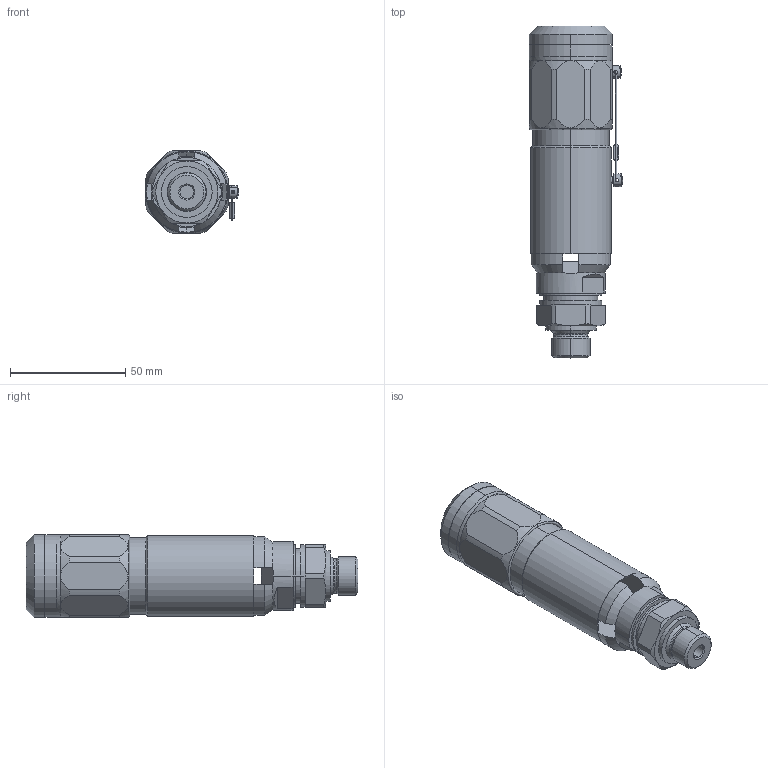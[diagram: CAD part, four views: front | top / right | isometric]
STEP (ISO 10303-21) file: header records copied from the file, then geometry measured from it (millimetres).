
FILE_DESCRIPTION (( 'STEP AP203' ), '1' );
FILE_NAME ('492tGO-10-m-15.STEP', '2014-08-20T12:34:32', ( 'DMG' ), ( '' ), 'SwSTEP 2.0', 'SolidWorks 2013', '' );
FILE_SCHEMA (( 'CONFIG_CONTROL_DESIGN' ));
Length unit declared in the file: inch
Products named in the file (1): 492tGO-10-m-15
Bounding box: 40.49 x 144.25 x 36 mm (x, y, z)
Volume: 77949 mm3; surface area: 39333 mm2
Topology: 9 solids, 9 shells, 390 faces, 937 edges, 578 vertices
Faces by surface type: cylinder 163, plane 121, cone 74, torus 24, sphere 8
Entity records: 12020 total; most frequent: CARTESIAN_POINT 2774, DIRECTION 2011, ORIENTED_EDGE 1866, EDGE_CURVE 933, AXIS2_PLACEMENT_3D 799, VERTEX_POINT 578, EDGE_LOOP 433, LINE 413
